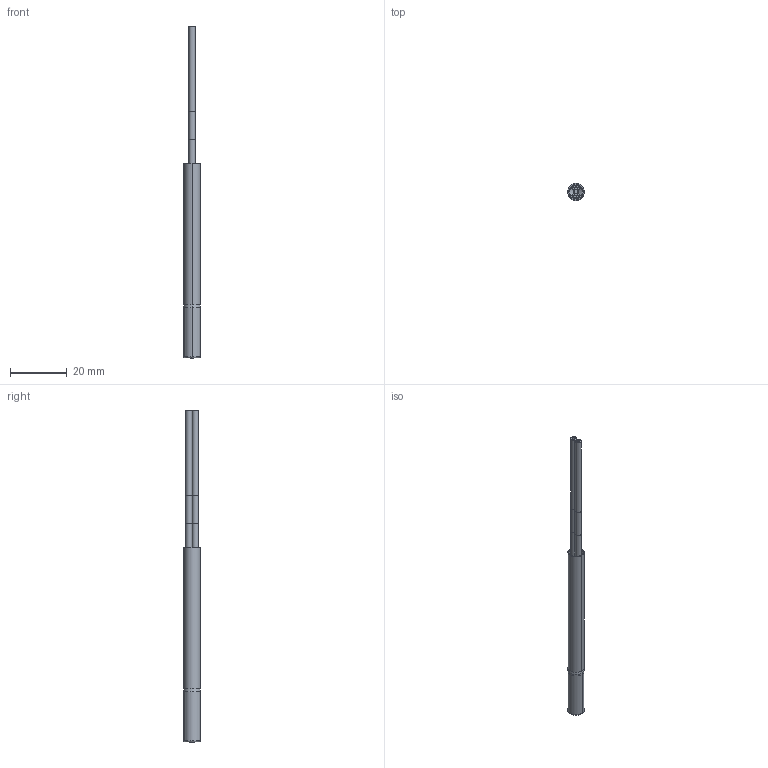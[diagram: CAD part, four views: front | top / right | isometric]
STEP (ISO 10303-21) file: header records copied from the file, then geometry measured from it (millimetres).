
FILE_DESCRIPTION((''),'2;1');
FILE_NAME('166404_ASM','2016-05-20T',('PDMAdmin'),(''),'PRO/ENGINEER BY PARAMETRIC TECHNOLOGY CORPORATION, 2016010','PRO/ENGINEER BY PARAMETRIC TECHNOLOGY CORPORATION, 2016010','');
FILE_SCHEMA(('CONFIG_CONTROL_DESIGN'));
Length unit declared in the file: inch
Products named in the file (7): 39476_AF2; 10147; FIBER_CORE_1MM; 10147_BARE_CORE67; 10147_ASM; 39478_FEP_TEFLON_57_23_FLAT_; 166404_ASM
Assembly tree (9 placements, depth 3):
  166404_ASM
    39476_AF2
    10147_ASM
      10147
      FIBER_CORE_1MM  x2
      10147_BARE_CORE67  x2
    10147
    39478_FEP_TEFLON_57_23_FLAT_
Bounding box: 5.99 x 5.99 x 117.02 mm (x, y, z)
Volume: 1206.6 mm3; surface area: 5242.1 mm2
Topology: 8 solids, 8 shells, 97 faces, 202 edges, 119 vertices
Faces by surface type: cylinder 56, plane 17, torus 10, bspline 8, cone 6
Entity records: 2096 total; most frequent: CARTESIAN_POINT 507, DIRECTION 356, ORIENTED_EDGE 264, AXIS2_PLACEMENT_3D 156, EDGE_CURVE 132, VERTEX_POINT 79, CIRCLE 76, EDGE_LOOP 71
